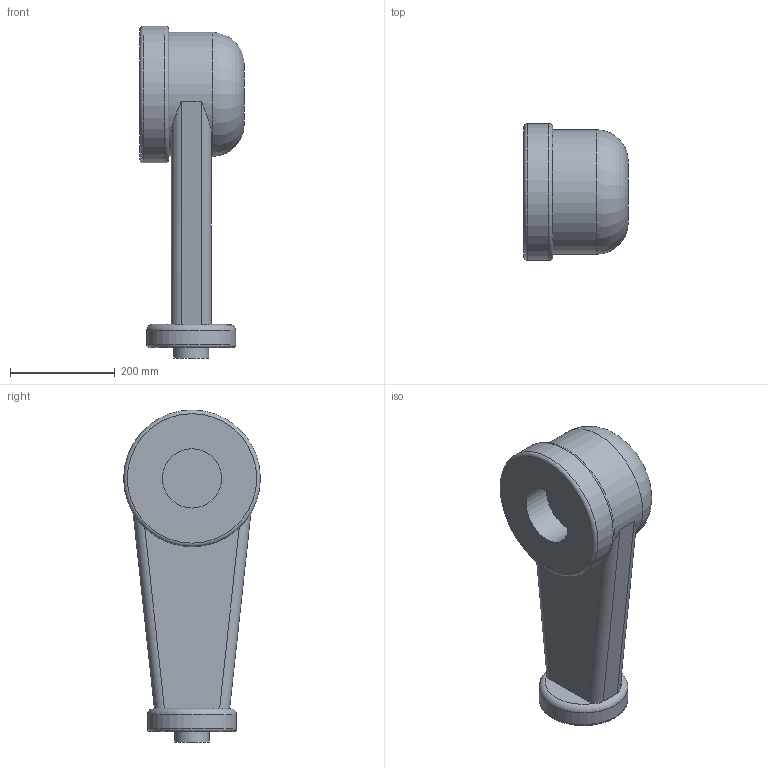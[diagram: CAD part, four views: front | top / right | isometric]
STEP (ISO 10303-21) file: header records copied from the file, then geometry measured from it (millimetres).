
FILE_DESCRIPTION(/* description */ ('STEP AP214'),/* implementation_level */ '2;1');
FILE_NAME(/* name */ '632f4371e78f7d4bf8e854ae',/* time_stamp */ '2022-09-24T17:50:41+00:00',/* author */ (''),/* organization */ (''),/* preprocessor_version */ 'ST-DEVELOPER v18.102',/* originating_system */ ' ',/* authorisation */ ' ');
FILE_SCHEMA (('AUTOMOTIVE_DESIGN {1 0 10303 214 3 1 1}'));
Length unit declared in the file: metre
Products named in the file (1): Wrist
Bounding box: 199 x 260.59 x 632.42 mm (x, y, z)
Volume: 13810370.9 mm3; surface area: 459895.3 mm2
Topology: 1 solids, 1 shells, 28 faces, 61 edges, 39 vertices
Faces by surface type: plane 14, cylinder 9, torus 5
Full cylindrical faces by diameter (mm): 66.285 x1, 112.932 x1, 169.383 x1, 237.102 x1, 260.59 x1
Entity records: 794 total; most frequent: CARTESIAN_POINT 195, DIRECTION 120, ORIENTED_EDGE 100, AXIS2_PLACEMENT_3D 53, EDGE_CURVE 50, EDGE_LOOP 42, FACE_BOUND 42, VERTEX_POINT 38
